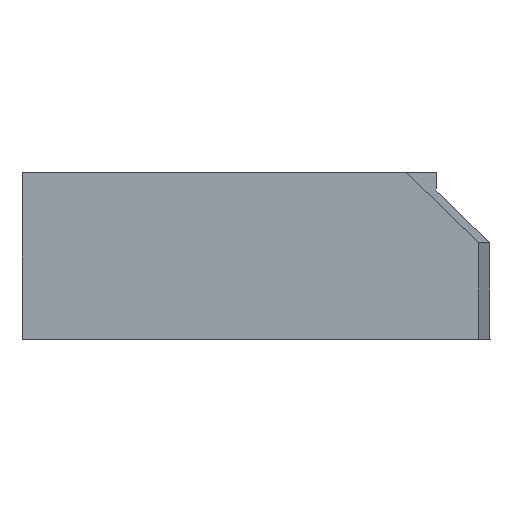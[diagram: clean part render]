
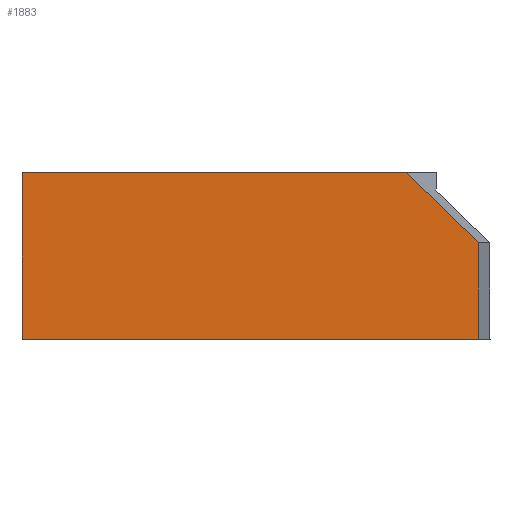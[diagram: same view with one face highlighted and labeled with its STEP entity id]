
A CAD part, left-side view. The second image highlights one B-rep face of the part: STEP entity #1883.
In plain terms, the highlighted planar face has unit normal (-1, 0, 0).
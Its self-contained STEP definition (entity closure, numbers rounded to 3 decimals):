
#185=PLANE('',#2061);
#290=FACE_OUTER_BOUND('',#407,.T.);
#407=EDGE_LOOP('',(#1702,#1703,#1704,#1705,#1706));
#429=LINE('',#2601,#579);
#513=LINE('',#3264,#663);
#523=LINE('',#3302,#673);
#560=LINE('',#3588,#710);
#561=LINE('',#3590,#711);
#579=VECTOR('',#2120,10.);
#663=VECTOR('',#2360,10.);
#673=VECTOR('',#2390,10.);
#710=VECTOR('',#2519,10.);
#711=VECTOR('',#2522,10.);
#784=VERTEX_POINT('',#2598);
#785=VERTEX_POINT('',#2600);
#895=VERTEX_POINT('',#3261);
#896=VERTEX_POINT('',#3263);
#905=VERTEX_POINT('',#3301);
#963=EDGE_CURVE('',#785,#784,#429,.T.);
#1119=EDGE_CURVE('',#896,#895,#513,.T.);
#1136=EDGE_CURVE('',#905,#896,#523,.T.);
#1210=EDGE_CURVE('',#784,#905,#560,.T.);
#1211=EDGE_CURVE('',#895,#785,#561,.T.);
#1702=ORIENTED_EDGE('',*,*,#1210,.T.);
#1703=ORIENTED_EDGE('',*,*,#1136,.T.);
#1704=ORIENTED_EDGE('',*,*,#1119,.T.);
#1705=ORIENTED_EDGE('',*,*,#1211,.T.);
#1706=ORIENTED_EDGE('',*,*,#963,.T.);
#1883=ADVANCED_FACE('',(#290),#185,.T.);
#2061=AXIS2_PLACEMENT_3D('',#3589,#2520,#2521);
#2120=DIRECTION('',(0.,-1.,0.));
#2360=DIRECTION('',(0.,1.,0.));
#2390=DIRECTION('',(0.,0.719,0.695));
#2519=DIRECTION('',(0.,0.,1.));
#2520=DIRECTION('center_axis',(-1.,0.,0.));
#2521=DIRECTION('ref_axis',(0.,0.,
-1.));
#2522=DIRECTION('',(0.,0.,-1.));
#2598=CARTESIAN_POINT('',(-30.287,-31.053,52.964));
#2600=CARTESIAN_POINT('',(-30.287,-3.125,52.964));
#2601=CARTESIAN_POINT('',(-30.287,-26.227,52.964));
#3261=CARTESIAN_POINT('',(-30.287,-3.125,63.164));
#3263=CARTESIAN_POINT('',(-30.287,-26.621,63.164));
#3264=CARTESIAN_POINT('',(-30.287,-17.43,63.164));
#3301=CARTESIAN_POINT('',(-30.287,-31.053,58.883));
#3302=CARTESIAN_POINT('',(-30.287,-26.877,62.916));
#3588=CARTESIAN_POINT('',(-30.287,-31.053,56.465));
#3589=CARTESIAN_POINT('Origin',(-30.287,-17.43,58.065));
#3590=CARTESIAN_POINT('',(-30.287,-3.125,46.64));
